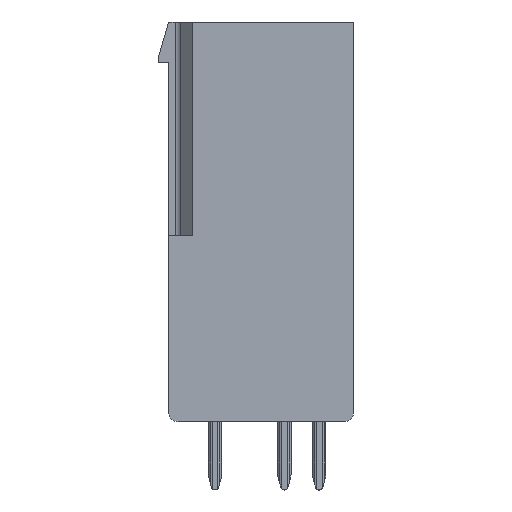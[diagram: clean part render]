
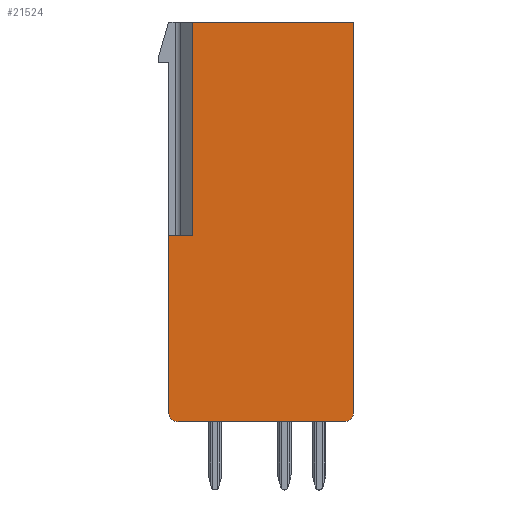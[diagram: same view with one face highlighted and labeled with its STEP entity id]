
A CAD part, left-side view. The second image highlights one B-rep face of the part: STEP entity #21524.
In plain terms, the highlighted face is planar.
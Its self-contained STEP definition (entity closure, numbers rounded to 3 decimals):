
#309=CIRCLE('',#22360,0.7);
#371=CIRCLE('',#22579,0.7);
#4000=ORIENTED_EDGE('',*,*,#7066,.T.);
#4001=ORIENTED_EDGE('',*,*,#7067,.T.);
#4002=ORIENTED_EDGE('',*,*,#6582,.F.);
#4003=ORIENTED_EDGE('',*,*,#7063,.F.);
#4004=ORIENTED_EDGE('',*,*,#7018,.F.);
#4005=ORIENTED_EDGE('',*,*,#7023,.F.);
#4006=ORIENTED_EDGE('',*,*,#7068,.T.);
#4007=ORIENTED_EDGE('',*,*,#7069,.T.);
#6582=EDGE_CURVE('',#8538,#8535,#309,.T.);
#7018=EDGE_CURVE('',#8829,#8831,#371,.T.);
#7023=EDGE_CURVE('',#8835,#8829,#10645,.T.);
#7063=EDGE_CURVE('',#8831,#8538,#10683,.T.);
#7066=EDGE_CURVE('',#8851,#8852,#10686,.T.);
#7067=EDGE_CURVE('',#8852,#8535,#10687,.T.);
#7068=EDGE_CURVE('',#8835,#8853,#10688,.T.);
#7069=EDGE_CURVE('',#8853,#8851,#10689,.T.);
#8535=VERTEX_POINT('',#29975);
#8538=VERTEX_POINT('',#29980);
#8829=VERTEX_POINT('',#30922);
#8831=VERTEX_POINT('',#30925);
#8835=VERTEX_POINT('',#30934);
#8851=VERTEX_POINT('',#31018);
#8852=VERTEX_POINT('',#31019);
#8853=VERTEX_POINT('',#31022);
#10645=LINE('',#30935,#12594);
#10683=LINE('',#31012,#12632);
#10686=LINE('',#31017,#12635);
#10687=LINE('',#31020,#12636);
#10688=LINE('',#31021,#12637);
#10689=LINE('',#31023,#12638);
#12594=VECTOR('',#25951,1000.);
#12632=VECTOR('',#26037,1000.);
#12635=VECTOR('',#26044,1000.);
#12636=VECTOR('',#26045,1000.);
#12637=VECTOR('',#26046,1000.);
#12638=VECTOR('',#26047,1000.);
#13742=EDGE_LOOP('',(#4000,#4001,#4002,#4003,#4004,#4005,#4006,#4007));
#14539=FACE_BOUND('',#13742,.T.);
#15202=PLANE('',#22607);
#21524=ADVANCED_FACE('',(#14539),#15202,.F.);
#22360=AXIS2_PLACEMENT_3D('',#29981,#25150,#25151);
#22579=AXIS2_PLACEMENT_3D('',#30924,#25942,#25943);
#22607=AXIS2_PLACEMENT_3D('',#31016,#26042,#26043);
#25150=DIRECTION('',(0.,0.,1.));
#25151=DIRECTION('',(1.,0.,0.));
#25942=DIRECTION('',(0.,0.,1.));
#25943=DIRECTION('',(1.,0.,0.));
#25951=DIRECTION('',(-1.,0.,0.));
#26037=DIRECTION('',(0.,-1.,0.));
#26042=DIRECTION('',(0.,0.,1.));
#26043=DIRECTION('',(1.,0.,0.));
#26044=DIRECTION('',(0.,-1.,0.));
#26045=DIRECTION('',(-1.,0.,0.));
#26046=DIRECTION('',(0.,-1.,0.));
#26047=DIRECTION('',(-1.,0.,0.));
#29975=CARTESIAN_POINT('',(52.3,27.4,42.24));
#29980=CARTESIAN_POINT('',(51.6,28.1,42.24));
#29981=CARTESIAN_POINT('',(52.3,28.1,42.24));
#30922=CARTESIAN_POINT('',(52.3,40.95,42.24));
#30924=CARTESIAN_POINT('',(52.3,40.25,42.24));
#30925=CARTESIAN_POINT('',(51.6,40.25,42.24));
#30934=CARTESIAN_POINT('',(80.85,40.95,42.24));
#30935=CARTESIAN_POINT('',(80.694,40.95,42.24));
#31012=CARTESIAN_POINT('',(51.6,27.39,42.24));
#31016=CARTESIAN_POINT('',(64.95,27.375,42.24));
#31017=CARTESIAN_POINT('',(65.2,27.39,42.24));
#31018=CARTESIAN_POINT('',(65.2,29.15,42.24));
#31019=CARTESIAN_POINT('',(65.2,27.4,42.24));
#31020=CARTESIAN_POINT('',(80.694,27.4,42.24));
#31021=CARTESIAN_POINT('',(80.85,27.39,42.24));
#31022=CARTESIAN_POINT('',(80.85,29.15,42.24));
#31023=CARTESIAN_POINT('',(80.694,29.15,42.24));
